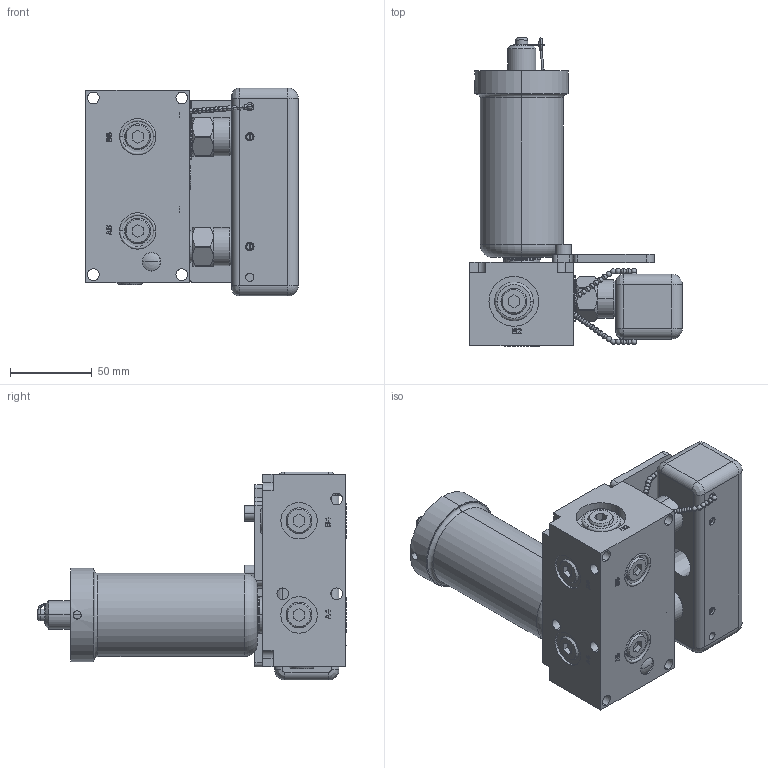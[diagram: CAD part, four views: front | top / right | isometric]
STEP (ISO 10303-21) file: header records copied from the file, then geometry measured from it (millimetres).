
FILE_DESCRIPTION((''),'2;1');
FILE_NAME('ILC56000541','2020-04-16T',('npeters'),(''),'PRO/ENGINEER BY PARAMETRIC TECHNOLOGY CORPORATION, 2013320','PRO/ENGINEER BY PARAMETRIC TECHNOLOGY CORPORATION, 2013320','');
FILE_SCHEMA(('AUTOMOTIVE_DESIGN { 1 0 10303 214 1 1 1 1 }'));
Length unit declared in the file: inch
Products named in the file (3): ILC56000541_PD; ILC56000541_COVER; ILC56000541
Assembly tree (2 placements, depth 2):
  ILC56000541
    ILC56000541_PD
    ILC56000541_COVER
Bounding box: 129.82 x 188.65 x 127 mm (x, y, z)
Volume: 652895.4 mm3; surface area: 125581.7 mm2
Topology: 3 solids, 46 shells, 1975 faces, 5252 edges, 3323 vertices
Faces by surface type: plane 1400, cylinder 215, cone 156, sphere 136, torus 64, bspline 4
Entity records: 62431 total; most frequent: CARTESIAN_POINT 13362, ORIENTED_EDGE 10128, DIRECTION 9859, EDGE_CURVE 5076, VECTOR 4057, LINE 4057, VERTEX_POINT 3323, AXIS2_PLACEMENT_3D 2901
